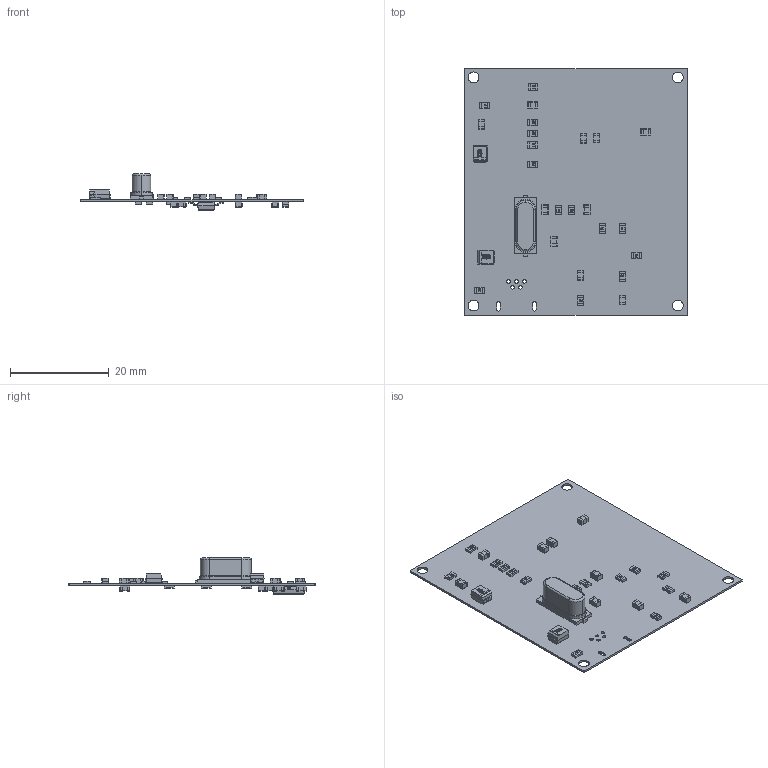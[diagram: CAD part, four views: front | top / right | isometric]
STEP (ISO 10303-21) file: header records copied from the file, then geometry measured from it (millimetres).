
FILE_DESCRIPTION(('Open CASCADE Model'),'2;1');
FILE_NAME('Open CASCADE Shape Model','2024-06-19T17:01:29',('Author'),( 'Open CASCADE'),'Open CASCADE STEP processor 6.8','Open CASCADE 6.8' ,'Unknown');
FILE_SCHEMA(('AUTOMOTIVE_DESIGN { 1 0 10303 214 1 1 1 1 }'));
Length unit declared in the file: millimetre
Products named in the file (50): PCB; Board; Open CASCADE STEP translator 6.8 1.1.1; Y1; User_Library-HC49_SMD; UP1; User_Library-SOT223-3; R16; RES0805; R7; R11; R9; R6; R3; C19; ceramic_cap_0805; C18; C10; C15; C13; Tant_Cap_SMD_size_B___3528-21; Open CASCADE STEP translator 6.8 1.14.1.1; Open CASCADE STEP translator 6.8 1.14.1.2; C12; C14; C11; C9; C8; C7; C6; C4; C3; C2; C1; R2; R10; R13; R14; R15; C5 ...
Assembly tree (84 placements, depth 4):
  PCB
    Board
      Open CASCADE STEP translator 6.8 1.1.1
    Y1
      User_Library-HC49_SMD
    UP1
      User_Library-SOT223-3
    R16
      RES0805
    R7
      RES0805
    R11
      RES0805
    R9
      RES0805
    R6
      RES0805
    R3
      RES0805
    C19
      ceramic_cap_0805
    C18
      ceramic_cap_0805
    C10
      ceramic_cap_0805
    C15
      ceramic_cap_0805
    C13
      Tant_Cap_SMD_size_B___3528-21
        Open CASCADE STEP translator 6.8 1.14.1.1
        Open CASCADE STEP translator 6.8 1.14.1.2
    C12
      ceramic_cap_0805
    C14
      ceramic_cap_0805
    C11
      ceramic_cap_0805
    C9
      ceramic_cap_0805
    C8
      ceramic_cap_0805
    C7
      ceramic_cap_0805
    C6
      Tant_Cap_SMD_size_B___3528-21
        Open CASCADE STEP translator 6.8 1.14.1.1
        Open CASCADE STEP translator 6.8 1.14.1.2
    C4
      ceramic_cap_0805
    C3
      ceramic_cap_0805
    C2
      ceramic_cap_0805
    C1
      ceramic_cap_0805
    R2
      RES0805
    R10
      RES0805
    R13
Bounding box: 45.34 x 49.88 x 7.29 mm (x, y, z)
Volume: 1232.7 mm3; surface area: 5396.1 mm2
Topology: 43 solids, 73 shells, 1892 faces, 5614 edges, 3780 vertices
Faces by surface type: plane 1018, cylinder 485, bspline 176, sphere 169, torus 44
Full cylindrical faces by diameter (mm): 0.7 x5, 2.2 x4
Entity records: 23356 total; most frequent: CARTESIAN_POINT 7133, ORIENTED_EDGE 2790, DIRECTION 2227, EDGE_CURVE 1600, VERTEX_POINT 1206, AXIS2_PLACEMENT_3D 816, B_SPLINE_CURVE_WITH_KNOTS 621, LINE 595
